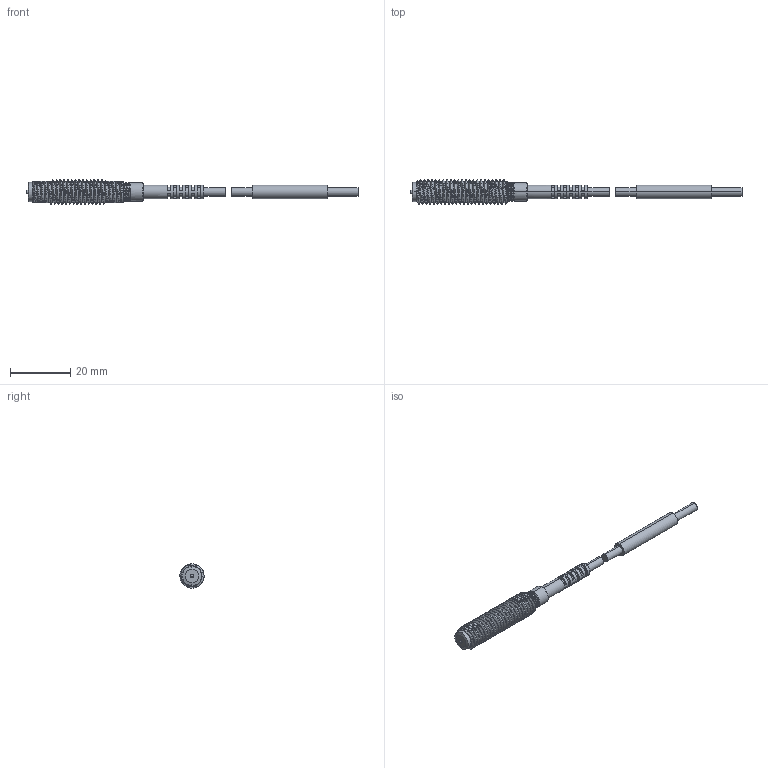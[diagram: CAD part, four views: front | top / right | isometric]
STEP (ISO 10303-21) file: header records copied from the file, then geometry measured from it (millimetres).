
FILE_DESCRIPTION (( 'STEP AP203' ), '1' );
FILE_NAME ('STS080PA-L.STEP', '2017-11-24T01:31:55', ( '' ), ( '' ), 'SwSTEP 2.0', 'SolidWorks 2017', '' );
FILE_SCHEMA (( 'CONFIG_CONTROL_DESIGN' ));
Length unit declared in the file: millimetre
Products named in the file (1): STS080PA-L
Bounding box: 109.85 x 8 x 8 mm (x, y, z)
Volume: 2260.2 mm3; surface area: 2311.1 mm2
Topology: 2 solids, 2 shells, 191 faces, 517 edges, 343 vertices
Faces by surface type: cylinder 88, plane 81, cone 14, bspline 6, sphere 2
Entity records: 11974 total; most frequent: CARTESIAN_POINT 7489, ORIENTED_EDGE 1034, DIRECTION 815, EDGE_CURVE 517, VERTEX_POINT 343, AXIS2_PLACEMENT_3D 304, VECTOR 207, LINE 207
